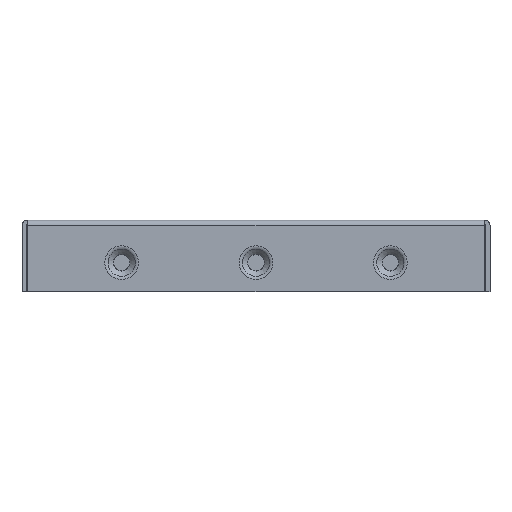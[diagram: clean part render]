
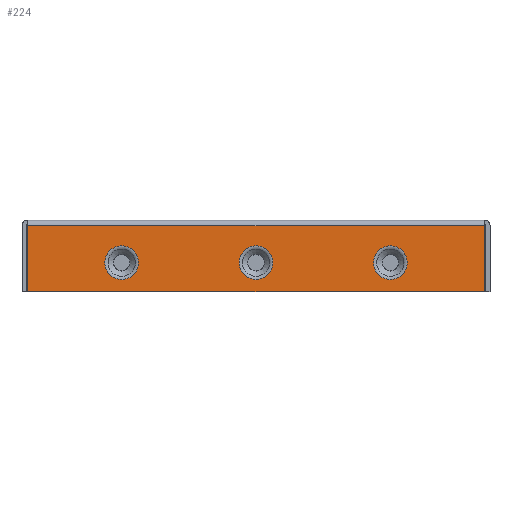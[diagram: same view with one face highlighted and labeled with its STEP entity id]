
A CAD part, front view. The second image highlights one B-rep face of the part: STEP entity #224.
In plain terms, the highlighted planar face has unit normal (0, -1, 0).
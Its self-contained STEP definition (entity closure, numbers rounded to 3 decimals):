
#224 = ADVANCED_FACE( '', ( #619, #620, #621, #622 ), #623, .F. );
#619 = FACE_BOUND( '', #1266, .T. );
#620 = FACE_BOUND( '', #1267, .T. );
#621 = FACE_BOUND( '', #1268, .T. );
#622 = FACE_OUTER_BOUND( '', #1269, .T. );
#623 = PLANE( '', #1270 );
#1266 = EDGE_LOOP( '', ( #1958 ) );
#1267 = EDGE_LOOP( '', ( #1959 ) );
#1268 = EDGE_LOOP( '', ( #1960 ) );
#1269 = EDGE_LOOP( '', ( #1961, #1962, #1963, #1964 ) );
#1270 = AXIS2_PLACEMENT_3D( '', #1965, #1966, #1967 );
#1958 = ORIENTED_EDGE( '', *, *, #3275, .T. );
#1959 = ORIENTED_EDGE( '', *, *, #3276, .T. );
#1960 = ORIENTED_EDGE( '', *, *, #3277, .T. );
#1961 = ORIENTED_EDGE( '', *, *, #3278, .T. );
#1962 = ORIENTED_EDGE( '', *, *, #3279, .F. );
#1963 = ORIENTED_EDGE( '', *, *, #3280, .F. );
#1964 = ORIENTED_EDGE( '', *, *, #3281, .F. );
#1965 = CARTESIAN_POINT( '', ( 0., -10.45, 0. ) );
#1966 = DIRECTION( '', ( 0., 1., 0. ) );
#1967 = DIRECTION( '', ( 0., 0., 1. ) );
#3275 = EDGE_CURVE( '', #3816, #3816, #3817, .T. );
#3276 = EDGE_CURVE( '', #3818, #3818, #3819, .T. );
#3277 = EDGE_CURVE( '', #3820, #3820, #3821, .T. );
#3278 = EDGE_CURVE( '', #3822, #3823, #3824, .T. );
#3279 = EDGE_CURVE( '', #3825, #3823, #3826, .T. );
#3280 = EDGE_CURVE( '', #3827, #3825, #3828, .T. );
#3281 = EDGE_CURVE( '', #3822, #3827, #3829, .T. );
#3816 = VERTEX_POINT( '', #4581 );
#3817 = CIRCLE( '', #4582, 0.754 );
#3818 = VERTEX_POINT( '', #4583 );
#3819 = CIRCLE( '', #4584, 0.754 );
#3820 = VERTEX_POINT( '', #4585 );
#3821 = CIRCLE( '', #4586, 0.754 );
#3822 = VERTEX_POINT( '', #4587 );
#3823 = VERTEX_POINT( '', #4588 );
#3824 = LINE( '', #4589, #4590 );
#3825 = VERTEX_POINT( '', #4591 );
#3826 = LINE( '', #4592, #4593 );
#3827 = VERTEX_POINT( '', #4594 );
#3828 = LINE( '', #4595, #4596 );
#3829 = LINE( '', #4597, #4598 );
#4581 = CARTESIAN_POINT( '', ( 6., -10.45, 2.054 ) );
#4582 = AXIS2_PLACEMENT_3D( '', #5446, #5447, #5448 );
#4583 = CARTESIAN_POINT( '', ( -6., -10.45, 2.054 ) );
#4584 = AXIS2_PLACEMENT_3D( '', #5449, #5450, #5451 );
#4585 = CARTESIAN_POINT( '', ( 0., -10.45, 2.054 ) );
#4586 = AXIS2_PLACEMENT_3D( '', #5452, #5453, #5454 );
#4587 = CARTESIAN_POINT( '', ( 10.2, -10.45, 2.95 ) );
#4588 = CARTESIAN_POINT( '', ( -10.2, -10.45, 2.95 ) );
#4589 = CARTESIAN_POINT( '', ( 10.2, -10.45, 2.95 ) );
#4590 = VECTOR( '', #5455, 1000. );
#4591 = CARTESIAN_POINT( '', ( -10.2, -10.45, 0. ) );
#4592 = CARTESIAN_POINT( '', ( -10.2, -10.45, 3.159 ) );
#4593 = VECTOR( '', #5456, 1000. );
#4594 = CARTESIAN_POINT( '', ( 10.2, -10.45, 0. ) );
#4595 = CARTESIAN_POINT( '', ( 10.2, -10.45, 0. ) );
#4596 = VECTOR( '', #5457, 1000. );
#4597 = CARTESIAN_POINT( '', ( 10.2, -10.45, 3.159 ) );
#4598 = VECTOR( '', #5458, 1000. );
#5446 = CARTESIAN_POINT( '', ( 6., -10.45, 1.3 ) );
#5447 = DIRECTION( '', ( 0., 1., 0. ) );
#5448 = DIRECTION( '', ( 0., 0., 1. ) );
#5449 = CARTESIAN_POINT( '', ( -6., -10.45, 1.3 ) );
#5450 = DIRECTION( '', ( 0., 1., 0. ) );
#5451 = DIRECTION( '', ( 0., 0., 1. ) );
#5452 = CARTESIAN_POINT( '', ( 0., -10.45, 1.3 ) );
#5453 = DIRECTION( '', ( 0., 1., 0. ) );
#5454 = DIRECTION( '', ( 0., 0., 1. ) );
#5455 = DIRECTION( '', ( -1., 0., 0. ) );
#5456 = DIRECTION( '', ( 0., 0., 1. ) );
#5457 = DIRECTION( '', ( -1., 0., 0. ) );
#5458 = DIRECTION( '', ( 0., 0., -1. ) );
